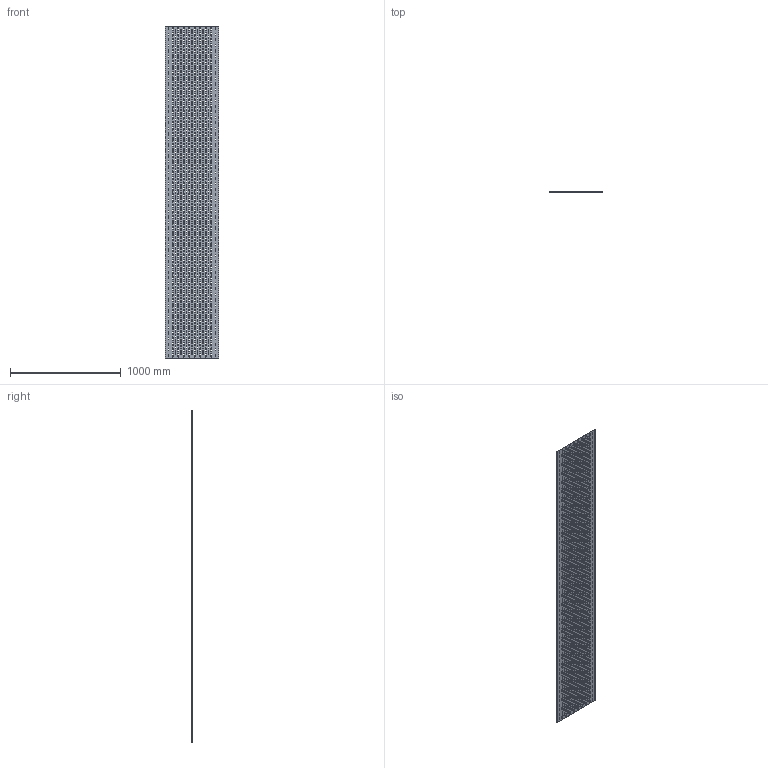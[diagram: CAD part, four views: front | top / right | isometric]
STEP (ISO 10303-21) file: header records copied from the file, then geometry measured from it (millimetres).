
FILE_DESCRIPTION (( 'STEP AP214' ), '1' );
FILE_NAME ('6103364.stp', '2017-03-21T12:05:49', ( '' ), ( '' ), 'SwSTEP 2.0', 'SolidWorks 2016', '' );
FILE_SCHEMA (( 'AUTOMOTIVE_DESIGN' ));
Length unit declared in the file: millimetre
Products named in the file (1): 6103364
Bounding box: 485 x 1 x 3000 mm (x, y, z)
Volume: 1248820.2 mm3; surface area: 2574657.4 mm2
Topology: 1 solids, 1 shells, 5071 faces, 15207 edges, 10138 vertices
Faces by surface type: cylinder 3039, plane 2032
Entity records: 177465 total; most frequent: DIRECTION 31429, CARTESIAN_POINT 30417, ORIENTED_EDGE 30414, EDGE_CURVE 15207, AXIS2_PLACEMENT_3D 11150, VERTEX_POINT 10138, VECTOR 9129, LINE 9129
